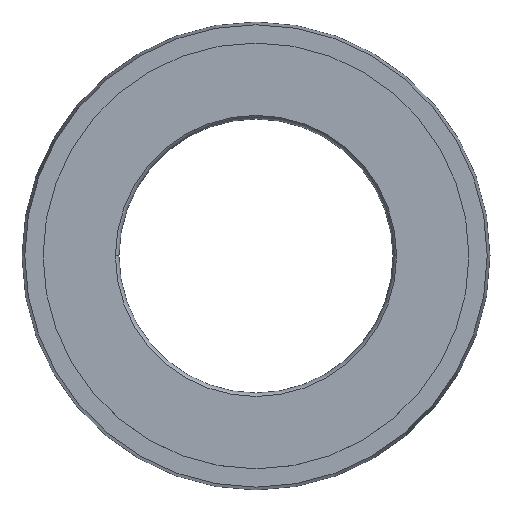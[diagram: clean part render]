
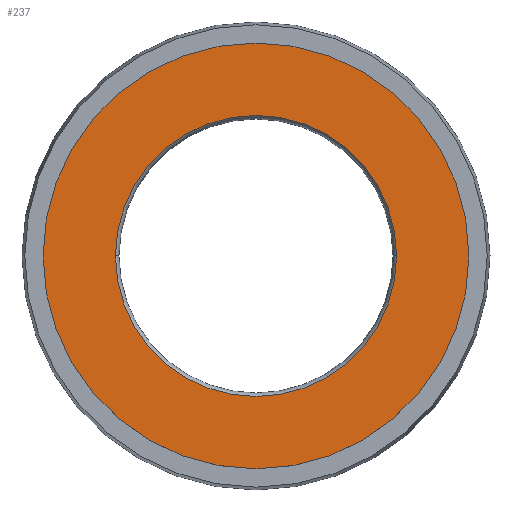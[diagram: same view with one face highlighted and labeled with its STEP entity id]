
A CAD part, top view. The second image highlights one B-rep face of the part: STEP entity #237.
In plain terms, the highlighted planar face has unit normal (0, 0, 1).
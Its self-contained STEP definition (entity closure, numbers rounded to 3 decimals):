
#9 = EDGE_LOOP ( 'NONE', ( #168, #234 ) ) ;
#16 = DIRECTION ( 'NONE',  ( 0., 0., 1. ) ) ;
#35 = CIRCLE ( 'NONE', #77, 10. ) ;
#71 = FACE_OUTER_BOUND ( 'NONE', #399, .T. ) ;
#77 = AXIS2_PLACEMENT_3D ( 'NONE', #323, #450, #552 ) ;
#127 = CARTESIAN_POINT ( 'NONE',  ( 0., 0., 0. ) ) ;
#135 = DIRECTION ( 'NONE',  ( 1., 0., 0. ) ) ;
#137 = VERTEX_POINT ( 'NONE', #203 ) ;
#138 = DIRECTION ( 'NONE',  ( 0., 0., 1. ) ) ;
#160 = DIRECTION ( 'NONE',  ( -1., 0., 0. ) ) ;
#167 = CARTESIAN_POINT ( 'NONE',  ( 15.15, 0., 0. ) ) ;
#168 = ORIENTED_EDGE ( 'NONE', *, *, #384, .F. ) ;
#190 = DIRECTION ( 'NONE',  ( 0., 0., 1. ) ) ;
#203 = CARTESIAN_POINT ( 'NONE',  ( -15.15, 0., 0. ) ) ;
#217 = PLANE ( 'NONE',  #587 ) ;
#230 = FACE_BOUND ( 'NONE', #9, .T. ) ;
#231 = CARTESIAN_POINT ( 'NONE',  ( 10., 0., 0. ) ) ;
#234 = ORIENTED_EDGE ( 'NONE', *, *, #243, .F. ) ;
#237 = ADVANCED_FACE ( 'NONE', ( #230, #71 ), #217, .F. ) ;
#243 = EDGE_CURVE ( 'NONE', #627, #415, #35, .T. ) ;
#281 = VERTEX_POINT ( 'NONE', #167 ) ;
#283 = DIRECTION ( 'NONE',  ( 1., 0., 0. ) ) ;
#323 = CARTESIAN_POINT ( 'NONE',  ( 0., 0., 0. ) ) ;
#344 = ORIENTED_EDGE ( 'NONE', *, *, #485, .T. ) ;
#345 = CARTESIAN_POINT ( 'NONE',  ( 0., 0., 0. ) ) ;
#357 = CARTESIAN_POINT ( 'NONE',  ( 0., 0., 0. ) ) ;
#384 = EDGE_CURVE ( 'NONE', #415, #627, #555, .T. ) ;
#394 = ORIENTED_EDGE ( 'NONE', *, *, #516, .T. ) ;
#399 = EDGE_LOOP ( 'NONE', ( #394, #344 ) ) ;
#415 = VERTEX_POINT ( 'NONE', #231 ) ;
#437 = CIRCLE ( 'NONE', #458, 15.15 ) ;
#444 = CARTESIAN_POINT ( 'NONE',  ( -10., 0., 0. ) ) ;
#450 = DIRECTION ( 'NONE',  ( 0., 0., 1. ) ) ;
#458 = AXIS2_PLACEMENT_3D ( 'NONE', #357, #16, #283 ) ;
#481 = DIRECTION ( 'NONE',  ( 1., 0., 0. ) ) ;
#485 = EDGE_CURVE ( 'NONE', #137, #281, #437, .T. ) ;
#500 = DIRECTION ( 'NONE',  ( 0., 0., -1. ) ) ;
#504 = CARTESIAN_POINT ( 'NONE',  ( 0., 0., 0. ) ) ;
#516 = EDGE_CURVE ( 'NONE', #281, #137, #519, .T. ) ;
#519 = CIRCLE ( 'NONE', #611, 15.15 ) ;
#552 = DIRECTION ( 'NONE',  ( 1., 0., 0. ) ) ;
#555 = CIRCLE ( 'NONE', #591, 10. ) ;
#587 = AXIS2_PLACEMENT_3D ( 'NONE', #504, #500, #160 ) ;
#591 = AXIS2_PLACEMENT_3D ( 'NONE', #127, #190, #135 ) ;
#611 = AXIS2_PLACEMENT_3D ( 'NONE', #345, #138, #481 ) ;
#627 = VERTEX_POINT ( 'NONE', #444 ) ;
